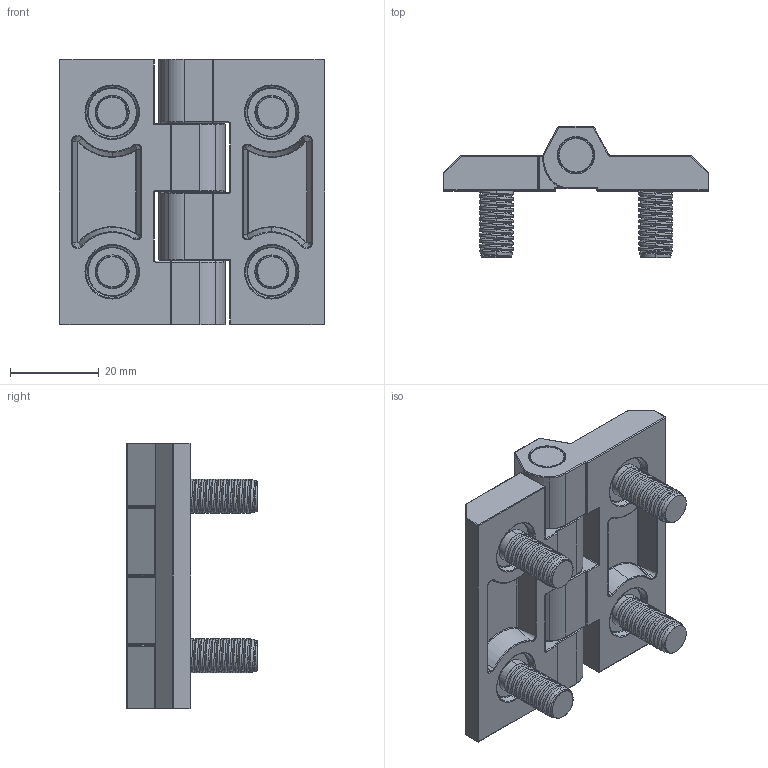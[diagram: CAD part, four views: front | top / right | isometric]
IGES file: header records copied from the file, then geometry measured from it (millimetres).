
Start section: SolidWorks IGES file using analytic representation for surfaces
Global section: file name: HGS-226-1A.IGS; native system: SolidWorks 2016; preprocessor: SolidWorks 2016; author: death; date: 231017.151402; units: millimetre
Bounding box: 60 x 29.5 x 60 mm (x, y, z)
Surface area: 17082.7 mm2 (no closed solid volume)
Topology: 0 solids, 0 shells, 532 faces, 5196 edges, 5136 vertices
Faces by surface type: revolution 340, bspline 192
